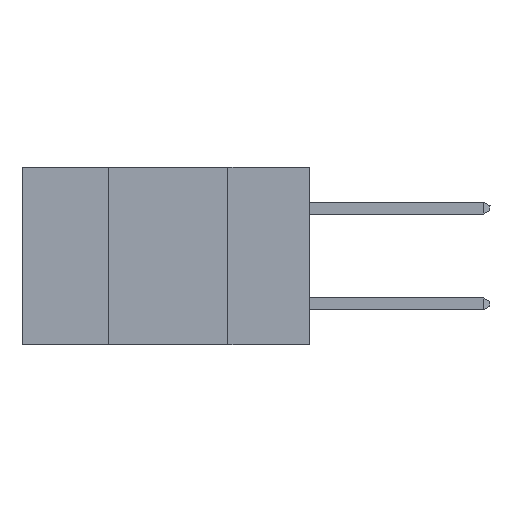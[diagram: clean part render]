
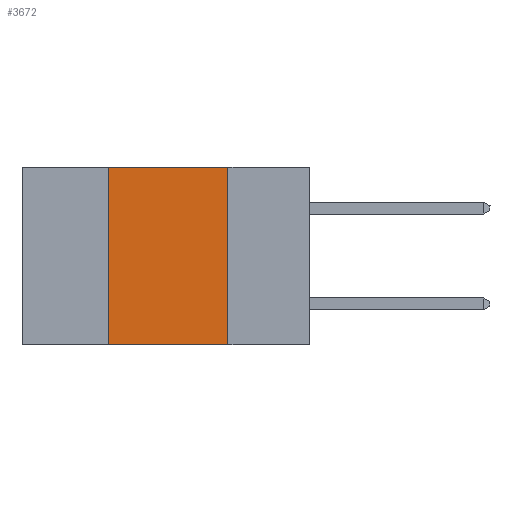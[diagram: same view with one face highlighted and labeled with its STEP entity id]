
A CAD part, left-side view. The second image highlights one B-rep face of the part: STEP entity #3672.
In plain terms, the highlighted planar face has unit normal (-1, 0, 0).
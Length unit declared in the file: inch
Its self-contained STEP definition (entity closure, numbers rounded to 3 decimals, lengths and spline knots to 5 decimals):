
#261 = VECTOR ( 'NONE', #3980, 39.37008 ) ;
#267 = CARTESIAN_POINT ( 'NONE',  ( 0., 0.42, -0.37 ) ) ;
#328 = ORIENTED_EDGE ( 'NONE', *, *, #9567, .T. ) ;
#449 = CARTESIAN_POINT ( 'NONE',  ( 0., 0.6, 0. ) ) ;
#1138 = CARTESIAN_POINT ( 'NONE',  ( 0., 0.17, -0.37 ) ) ;
#2109 = VERTEX_POINT ( 'NONE', #267 ) ;
#2841 = DIRECTION ( 'NONE',  ( 1., 0., 0. ) ) ;
#3231 = DIRECTION ( 'NONE',  ( 0., -1., 0. ) ) ;
#3423 = LINE ( 'NONE', #5143, #261 ) ;
#3468 = LINE ( 'NONE', #5714, #9170 ) ;
#3524 = ORIENTED_EDGE ( 'NONE', *, *, #6468, .F. ) ;
#3672 = ADVANCED_FACE ( 'NONE', ( #4074 ), #9691, .F. ) ;
#3978 = AXIS2_PLACEMENT_3D ( 'NONE', #449, #2841, #10804 ) ;
#3980 = DIRECTION ( 'NONE',  ( 0., -1., 0. ) ) ;
#4074 = FACE_OUTER_BOUND ( 'NONE', #9643, .T. ) ;
#4275 = VECTOR ( 'NONE', #10129, 39.37008 ) ;
#4398 = CARTESIAN_POINT ( 'NONE',  ( 0., 0.6, 0. ) ) ;
#4464 = EDGE_CURVE ( 'NONE', #9547, #11584, #14470, .T. ) ;
#5143 = CARTESIAN_POINT ( 'NONE',  ( 0., 0.6, -0.37 ) ) ;
#5176 = VERTEX_POINT ( 'NONE', #1138 ) ;
#5714 = CARTESIAN_POINT ( 'NONE',  ( 0., 0.42, 0. ) ) ;
#6213 = ORIENTED_EDGE ( 'NONE', *, *, #4464, .F. ) ;
#6214 = CARTESIAN_POINT ( 'NONE',  ( 0., 0.42, 0. ) ) ;
#6468 = EDGE_CURVE ( 'NONE', #2109, #9547, #3468, .T. ) ;
#6504 = ORIENTED_EDGE ( 'NONE', *, *, #11739, .F. ) ;
#6842 = DIRECTION ( 'NONE',  ( 0., 0., 1. ) ) ;
#7884 = CARTESIAN_POINT ( 'NONE',  ( 0., 0.17, 0. ) ) ;
#9170 = VECTOR ( 'NONE', #6842, 39.37008 ) ;
#9547 = VERTEX_POINT ( 'NONE', #6214 ) ;
#9567 = EDGE_CURVE ( 'NONE', #2109, #5176, #3423, .T. ) ;
#9643 = EDGE_LOOP ( 'NONE', ( #6504, #6213, #3524, #328 ) ) ;
#9691 = PLANE ( 'NONE',  #3978 ) ;
#10129 = DIRECTION ( 'NONE',  ( 0., 0., -1. ) ) ;
#10804 = DIRECTION ( 'NONE',  ( 0., 0., -1. ) ) ;
#10985 = CARTESIAN_POINT ( 'NONE',  ( 0., 0.17, 0. ) ) ;
#11584 = VERTEX_POINT ( 'NONE', #10985 ) ;
#11739 = EDGE_CURVE ( 'NONE', #11584, #5176, #13306, .T. ) ;
#13306 = LINE ( 'NONE', #7884, #4275 ) ;
#14128 = VECTOR ( 'NONE', #3231, 39.37008 ) ;
#14470 = LINE ( 'NONE', #4398, #14128 ) ;
